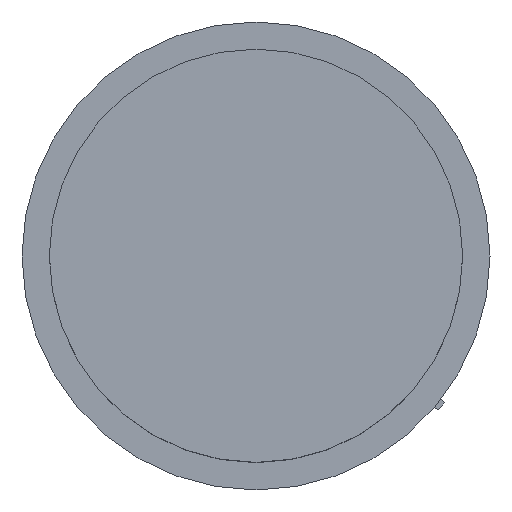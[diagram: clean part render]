
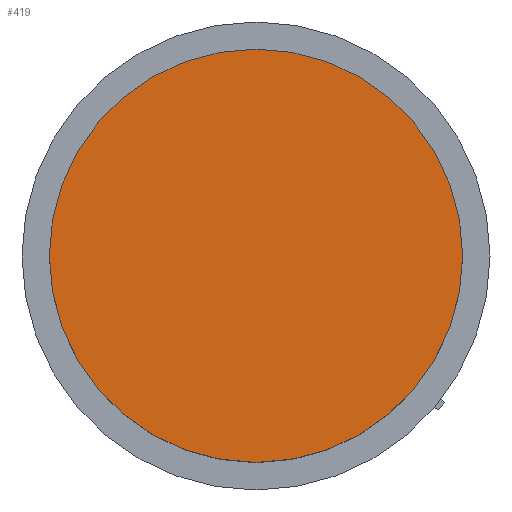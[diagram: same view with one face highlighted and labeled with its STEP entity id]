
A CAD part, top view. The second image highlights one B-rep face of the part: STEP entity #419.
In plain terms, the highlighted planar face has unit normal (0, 0, 1).
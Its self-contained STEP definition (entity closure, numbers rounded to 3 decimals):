
#315=PLANE('',#1493);
#419=ADVANCED_FACE('',(#481),#315,.T.);
#481=FACE_OUTER_BOUND('',#553,.T.);
#553=EDGE_LOOP('',(#1001));
#1001=ORIENTED_EDGE('',*,*,#1347,.F.);
#1187=VERTEX_POINT('',#2798);
#1347=EDGE_CURVE('',#1187,#1187,#1404,.T.);
#1404=CIRCLE('',#1491,31.);
#1491=AXIS2_PLACEMENT_3D('',#2797,#1690,#1691);
#1493=AXIS2_PLACEMENT_3D('',#2800,#1694,#1695);
#1690=DIRECTION('',(0.,0.,-1.));
#1691=DIRECTION('',(-1.,0.,0.));
#1694=DIRECTION('',(0.,0.,1.));
#1695=DIRECTION('',(-1.,0.,0.));
#2797=CARTESIAN_POINT('',(0.,0.,131.95));
#2798=CARTESIAN_POINT('',(-31.,0.,131.95));
#2800=CARTESIAN_POINT('',(0.,31.,131.95));
